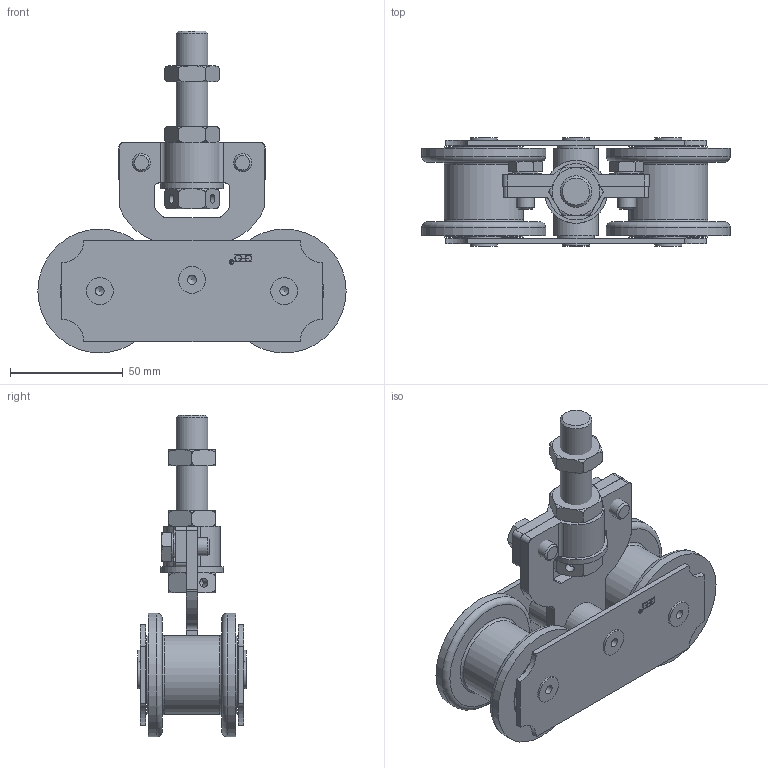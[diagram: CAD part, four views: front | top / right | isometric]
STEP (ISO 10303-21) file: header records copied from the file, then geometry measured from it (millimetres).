
FILE_DESCRIPTION(/* description */ (''),/* implementation_level */ '2;1');
FILE_NAME(/* name */ '265D.stp',/* time_stamp */ '2019-08-16T07:58:27+02:00',/* author */ ('marc'),/* organization */ (''),/* preprocessor_version */ 'ST-DEVELOPER v17.2',/* originating_system */ 'Autodesk Inventor 2019',/* authorisation */ '');
FILE_SCHEMA (('AUTOMOTIVE_DESIGN { 1 0 10303 214 3 1 1 }'));
Length unit declared in the file: millimetre
Products named in the file (16): 265D; 14996; 15742; 05045; 16116; 14995; 15537 MONT; 15535; U04545; 06014; 04517; 04516; 09015; CAG6; 15056; 15658
Assembly tree (31 placements, depth 3):
  265D
    14996
    15742
    05045  x2
    16116  x2
    14995
    15537 MONT  x3
    15535  x2
    U04545
    06014  x2
    04517  x2
      04516
      09015
    CAG6  x2
      15056
      15658
Bounding box: 137 x 48 x 143 mm (x, y, z)
Volume: 182709 mm3; surface area: 105328.4 mm2
Topology: 39 solids, 39 shells, 784 faces, 2096 edges, 1396 vertices
Faces by surface type: plane 364, cylinder 310, bspline 46, torus 34, cone 30
Full cylindrical faces by diameter (mm): 1.7 x2, 2 x2, 4 x9, 5 x18, 6.647 x2, 8 x2, 8.3 x6, 8.4 x2, 8.5 x6, 9 x2, 11.63 x2, 11.835 x2, 12 x6, 14 x1, 14.2 x1, 16 x3, 16.2 x5, 20 x2, 25.8 x2, 26.15 x2, 28 x1, 35 x6, 55 x4
Entity records: 15578 total; most frequent: CARTESIAN_POINT 3518, DIRECTION 2435, ORIENTED_EDGE 2396, EDGE_CURVE 1198, AXIS2_PLACEMENT_3D 916, VERTEX_POINT 796, LINE 603, VECTOR 603
